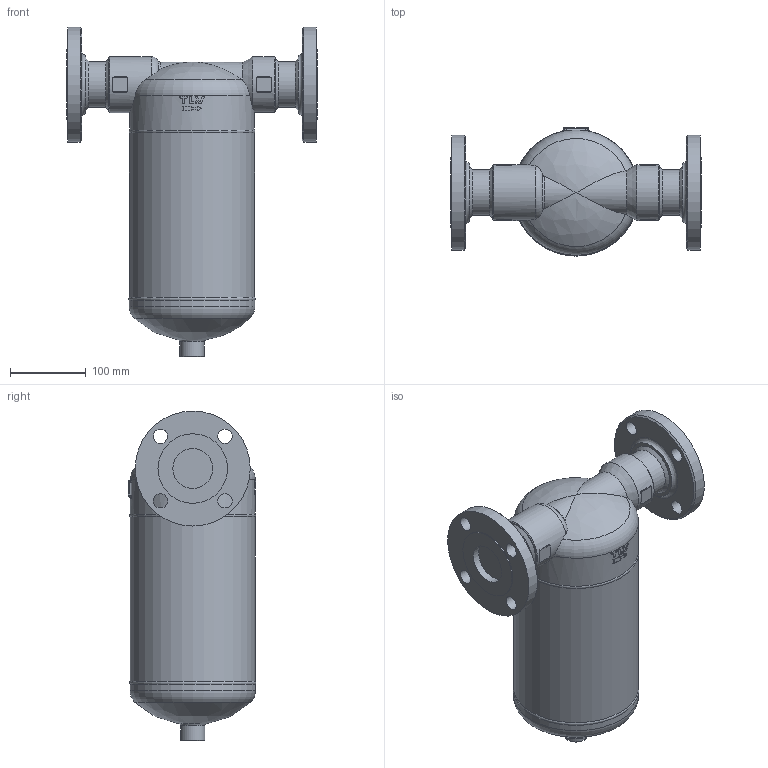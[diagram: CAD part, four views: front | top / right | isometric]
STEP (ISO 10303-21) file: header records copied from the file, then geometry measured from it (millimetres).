
FILE_DESCRIPTION((''),'2;1');
FILE_NAME('dc700-050-a0150-00.stp','2009-11-24T16:37:53',('nakaot'),(''),'Autodesk Inventor 2008','Autodesk Inventor 2008','');
FILE_SCHEMA(('AUTOMOTIVE_DESIGN { 1 0 10303 214 1 1 1 1 }'));
Length unit declared in the file: millimetre
Products named in the file (1): dc700-050-a0150-00
Bounding box: 331 x 169.04 x 436 mm (x, y, z)
Volume: 8383792.1 mm3; surface area: 326066.4 mm2
Topology: 1 solids, 1 shells, 234 faces, 572 edges, 342 vertices
Faces by surface type: cylinder 81, bspline 67, plane 54, torus 24, cone 8
Full cylindrical faces by diameter (mm): 19 x4, 32 x1, 52.7 x1, 60.5 x1, 74 x2, 91.9 x1, 152 x1, 165 x1, 165.2 x1, 165.8 x1
Entity records: 9418 total; most frequent: CARTESIAN_POINT 4403, DIRECTION 1006, ORIENTED_EDGE 1004, EDGE_CURVE 502, AXIS2_PLACEMENT_3D 424, VERTEX_POINT 328, EDGE_LOOP 308, CIRCLE 236
